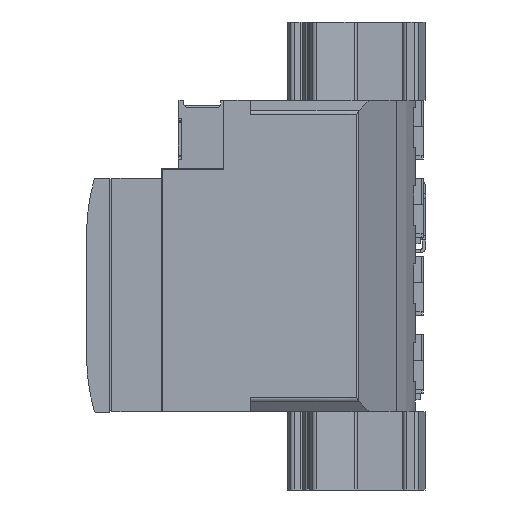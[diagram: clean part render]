
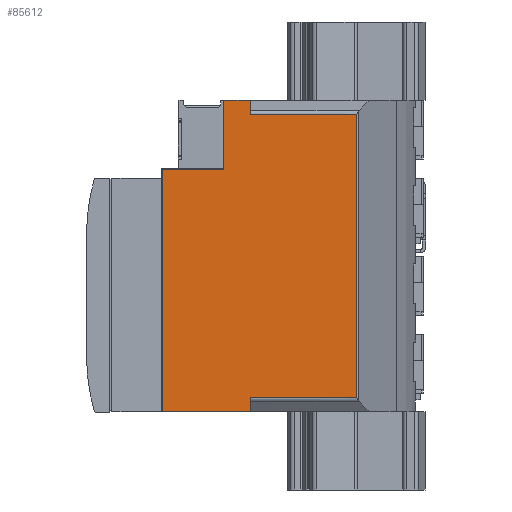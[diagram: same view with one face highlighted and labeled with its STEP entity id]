
A CAD part, left-side view. The second image highlights one B-rep face of the part: STEP entity #85612.
In plain terms, the highlighted planar face has unit normal (-1, 0, 0).
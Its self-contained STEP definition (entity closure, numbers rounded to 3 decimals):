
#1383=CIRCLE('',#89385,0.2);
#4680=ORIENTED_EDGE('',*,*,#23450,.F.);
#4681=ORIENTED_EDGE('',*,*,#23730,.T.);
#4682=ORIENTED_EDGE('',*,*,#23731,.T.);
#4683=ORIENTED_EDGE('',*,*,#23732,.F.);
#4684=ORIENTED_EDGE('',*,*,#23733,.F.);
#4685=ORIENTED_EDGE('',*,*,#23734,.T.);
#4686=ORIENTED_EDGE('',*,*,#22229,.F.);
#4687=ORIENTED_EDGE('',*,*,#23735,.F.);
#4688=ORIENTED_EDGE('',*,*,#23736,.F.);
#4689=ORIENTED_EDGE('',*,*,#23737,.F.);
#4690=ORIENTED_EDGE('',*,*,#23738,.T.);
#22229=EDGE_CURVE('',#31871,#31872,#38303,.T.);
#23450=EDGE_CURVE('',#32917,#32918,#39374,.T.);
#23730=EDGE_CURVE('',#32917,#33193,#39556,.T.);
#23731=EDGE_CURVE('',#33193,#33194,#39557,.T.);
#23732=EDGE_CURVE('',#33195,#33194,#39558,.T.);
#23733=EDGE_CURVE('',#33196,#33195,#39559,.T.);
#23734=EDGE_CURVE('',#33196,#31872,#39560,.T.);
#23735=EDGE_CURVE('',#33197,#31871,#1383,.T.);
#23736=EDGE_CURVE('',#33198,#33197,#39561,.T.);
#23737=EDGE_CURVE('',#33199,#33198,#39562,.T.);
#23738=EDGE_CURVE('',#33199,#32918,#39563,.T.);
#31871=VERTEX_POINT('',#112657);
#31872=VERTEX_POINT('',#112659);
#32917=VERTEX_POINT('',#115093);
#32918=VERTEX_POINT('',#115095);
#33193=VERTEX_POINT('',#115652);
#33194=VERTEX_POINT('',#115654);
#33195=VERTEX_POINT('',#115656);
#33196=VERTEX_POINT('',#115658);
#33197=VERTEX_POINT('',#115661);
#33198=VERTEX_POINT('',#115663);
#33199=VERTEX_POINT('',#115665);
#38303=LINE('',#112658,#46034);
#39374=LINE('',#115094,#47105);
#39556=LINE('',#115651,#47287);
#39557=LINE('',#115653,#47288);
#39558=LINE('',#115655,#47289);
#39559=LINE('',#115657,#47290);
#39560=LINE('',#115659,#47291);
#39561=LINE('',#115662,#47292);
#39562=LINE('',#115664,#47293);
#39563=LINE('',#115666,#47294);
#46034=VECTOR('',#94301,1000.);
#47105=VECTOR('',#96010,1000.);
#47287=VECTOR('',#96392,1000.);
#47288=VECTOR('',#96393,1000.);
#47289=VECTOR('',#96394,1000.);
#47290=VECTOR('',#96395,1000.);
#47291=VECTOR('',#96396,1000.);
#47292=VECTOR('',#96399,1000.);
#47293=VECTOR('',#96400,1000.);
#47294=VECTOR('',#96401,1000.);
#53956=EDGE_LOOP('',(#4680,#4681,#4682,#4683,#4684,#4685,#4686,#4687,#4688,
#4689,#4690));
#57734=FACE_BOUND('',#53956,.T.);
#61449=PLANE('',#89384);
#85612=ADVANCED_FACE('',(#57734),#61449,.F.);
#89384=AXIS2_PLACEMENT_3D('',#115650,#96390,#96391);
#89385=AXIS2_PLACEMENT_3D('',#115660,#96397,#96398);
#94301=DIRECTION('',(0.,-1.,0.));
#96010=DIRECTION('',(0.,1.,0.));
#96390=DIRECTION('',(1.,0.,0.));
#96391=DIRECTION('',(0.,0.,-1.));
#96392=DIRECTION('',(0.,0.,1.));
#96393=DIRECTION('',(0.,-1.,0.));
#96394=DIRECTION('',(0.,0.,-1.));
#96395=DIRECTION('',(0.,-1.,0.));
#96396=DIRECTION('',(0.,0.,1.));
#96397=DIRECTION('',(1.,0.,0.));
#96398=DIRECTION('',(0.,0.,-1.));
#96399=DIRECTION('',(0.,0.,1.));
#96400=DIRECTION('',(0.,-1.,0.));
#96401=DIRECTION('',(0.,0.,-1.));
#112657=CARTESIAN_POINT('',(-62.15,47.6,37.935));
#112658=CARTESIAN_POINT('',(-62.15,47.6,37.935));
#112659=CARTESIAN_POINT('',(-62.15,41.3,37.935));
#115093=CARTESIAN_POINT('',(-62.15,41.3,-37.935));
#115094=CARTESIAN_POINT('',(-62.15,0.,-37.935));
#115095=CARTESIAN_POINT('',(-62.15,62.8,-37.935));
#115650=CARTESIAN_POINT('',(-62.15,47.6,37.735));
#115651=CARTESIAN_POINT('',(-62.15,41.3,37.735));
#115652=CARTESIAN_POINT('',(-62.15,41.3,-34.535));
#115653=CARTESIAN_POINT('',(-62.15,41.3,-34.535));
#115654=CARTESIAN_POINT('',(-62.15,15.393,-34.535));
#115655=CARTESIAN_POINT('',(-62.15,15.393,38.));
#115656=CARTESIAN_POINT('',(-62.15,15.393,34.535));
#115657=CARTESIAN_POINT('',(-62.15,41.3,34.535));
#115658=CARTESIAN_POINT('',(-62.15,41.3,34.535));
#115659=CARTESIAN_POINT('',(-62.15,41.3,37.735));
#115660=CARTESIAN_POINT('',(-62.15,47.6,37.735));
#115661=CARTESIAN_POINT('',(-62.15,47.8,37.735));
#115662=CARTESIAN_POINT('',(-62.15,47.8,18.945));
#115663=CARTESIAN_POINT('',(-62.15,47.8,21.085));
#115664=CARTESIAN_POINT('',(-62.15,63.,21.085));
#115665=CARTESIAN_POINT('',(-62.15,62.8,21.085));
#115666=CARTESIAN_POINT('',(-62.15,62.8,38.));
